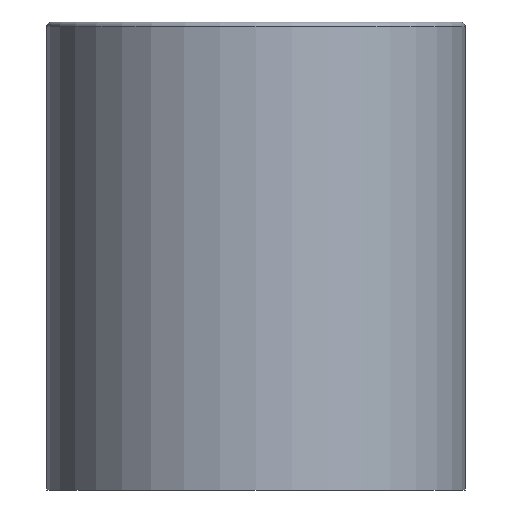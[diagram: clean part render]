
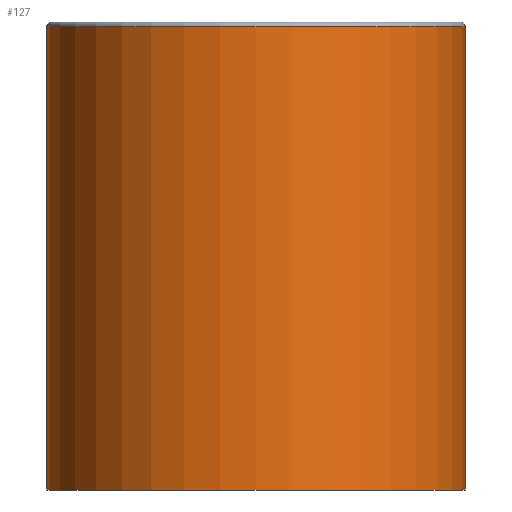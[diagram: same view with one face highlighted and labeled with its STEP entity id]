
A CAD part, front view. The second image highlights one B-rep face of the part: STEP entity #127.
In plain terms, the highlighted cylindrical face has radius 21 mm (diameter 42 mm), a full revolution.
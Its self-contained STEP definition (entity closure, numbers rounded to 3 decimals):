
#17=CYLINDRICAL_SURFACE($,#146,21.);
#24=FACE_BOUND($,#51,.T.);
#37=FACE_OUTER_BOUND($,#50,.T.);
#50=EDGE_LOOP($,(#105));
#51=EDGE_LOOP($,(#106));
#68=CIRCLE($,#145,21.);
#69=CIRCLE($,#147,21.);
#79=VERTEX_POINT($,#218);
#80=VERTEX_POINT($,#221);
#90=EDGE_CURVE($,#79,#79,#68,.T.);
#91=EDGE_CURVE($,#80,#80,#69,.T.);
#105=ORIENTED_EDGE($,*,*,#91,.F.);
#106=ORIENTED_EDGE($,*,*,#90,.T.);
#127=ADVANCED_FACE($,(#37,#24),#17,.T.);
#145=AXIS2_PLACEMENT_3D($,#219,#177,#178);
#146=AXIS2_PLACEMENT_3D($,#220,#179,#180);
#147=AXIS2_PLACEMENT_3D($,#222,#181,#182);
#177=DIRECTION('center_axis',(0.,0.,1.));
#178=DIRECTION('ref_axis',(0.,-1.,0.));
#179=DIRECTION('center_axis',(0.,0.,1.));
#180=DIRECTION('ref_axis',(0.,-1.,0.));
#181=DIRECTION('center_axis',(0.,0.,1.));
#182=DIRECTION('ref_axis',(0.,-1.,0.));
#218=CARTESIAN_POINT('',(0.,-21.,-23.75));
#219=CARTESIAN_POINT('Origin',(0.,0.,-23.75));
#220=CARTESIAN_POINT('Origin',(0.,0.,-0.5));
#221=CARTESIAN_POINT('',(0.,-21.,22.75));
#222=CARTESIAN_POINT('Origin',(0.,0.,22.75));
